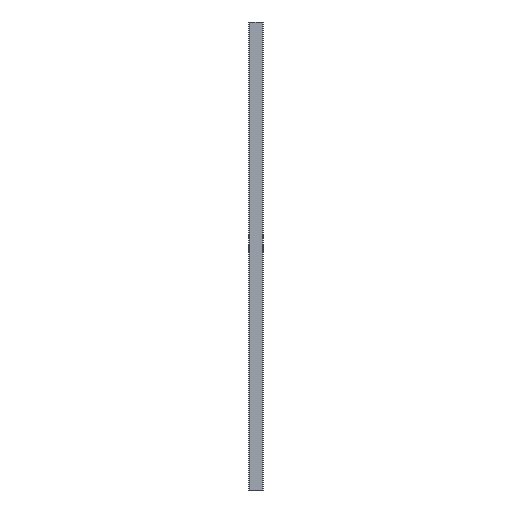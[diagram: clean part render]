
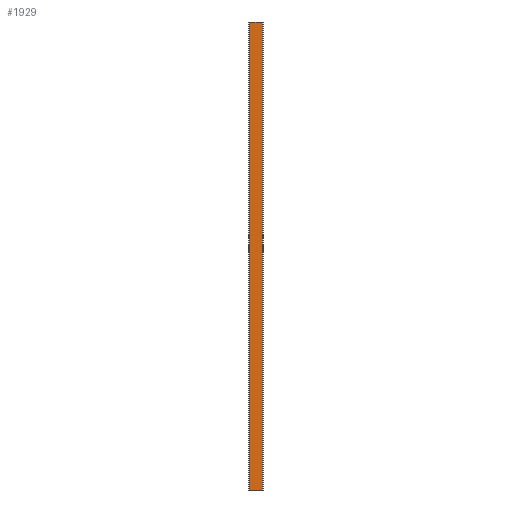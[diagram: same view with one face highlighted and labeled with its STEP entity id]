
A CAD part, left-side view. The second image highlights one B-rep face of the part: STEP entity #1929.
In plain terms, the highlighted planar face has unit normal (-1, 0, 0).
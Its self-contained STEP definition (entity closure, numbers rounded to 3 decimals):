
#131=FACE_OUTER_BOUND('',#231,.T.);
#231=EDGE_LOOP('',(#1587,#1588,#1589,#1590));
#397=LINE('',#2891,#649);
#467=LINE('',#3038,#719);
#468=LINE('',#3041,#720);
#469=LINE('',#3042,#721);
#649=VECTOR('',#2351,10.);
#719=VECTOR('',#2479,10.);
#720=VECTOR('',#2482,10.);
#721=VECTOR('',#2483,10.);
#877=VERTEX_POINT('',#2888);
#878=VERTEX_POINT('',#2890);
#926=VERTEX_POINT('',#3036);
#927=VERTEX_POINT('',#3040);
#1103=EDGE_CURVE('',#877,#878,#397,.T.);
#1177=EDGE_CURVE('',#877,#926,#467,.T.);
#1178=EDGE_CURVE('',#927,#926,#468,.T.);
#1179=EDGE_CURVE('',#878,#927,#469,.T.);
#1587=ORIENTED_EDGE('',*,*,#1177,.T.);
#1588=ORIENTED_EDGE('',*,*,#1178,.F.);
#1589=ORIENTED_EDGE('',*,*,#1179,.F.);
#1590=ORIENTED_EDGE('',*,*,#1103,.F.);
#1837=PLANE('',#2065);
#1929=ADVANCED_FACE('',(#131),#1837,.T.);
#2065=AXIS2_PLACEMENT_3D('',#3039,#2480,#2481);
#2351=DIRECTION('',(0.,1.,0.));
#2479=DIRECTION('',(0.,0.,1.));
#2480=DIRECTION('center_axis',(-1.,0.,0.));
#2481=DIRECTION('ref_axis',(0.,-1.,0.));
#2482=DIRECTION('',(0.,-1.,0.));
#2483=DIRECTION('',(0.,0.,1.));
#2888=CARTESIAN_POINT('',(-15.,-13.,-500.));
#2890=CARTESIAN_POINT('',(-15.,13.,-500.));
#2891=CARTESIAN_POINT('',(-15.,13.,-500.));
#3036=CARTESIAN_POINT('',(-15.,-13.,500.));
#3038=CARTESIAN_POINT('',(-15.,-13.,0.));
#3039=CARTESIAN_POINT('Origin',(-15.,13.,0.));
#3040=CARTESIAN_POINT('',(-15.,13.,500.));
#3041=CARTESIAN_POINT('',(-15.,13.,500.));
#3042=CARTESIAN_POINT('',(-15.,13.,0.));
